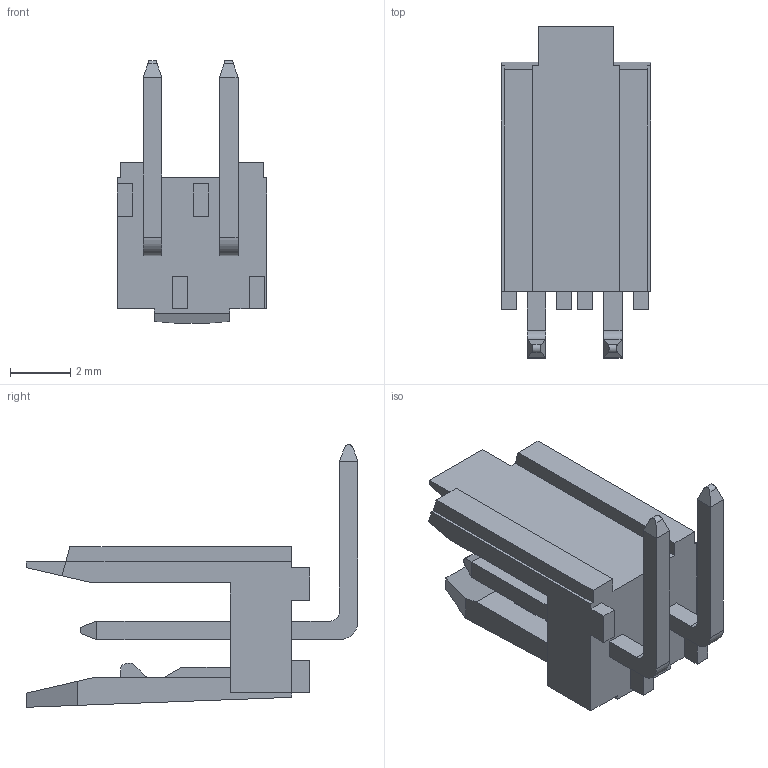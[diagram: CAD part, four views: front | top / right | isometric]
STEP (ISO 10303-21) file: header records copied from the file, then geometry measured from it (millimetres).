
FILE_DESCRIPTION((''),'2;1');
FILE_NAME('76382-Y02_SW0001','2009-09-30T',('sspandia'),('FCI - ELX Division'),'PRO/ENGINEER BY PARAMETRIC TECHNOLOGY CORPORATION, 2008010','PRO/ENGINEER BY PARAMETRIC TECHNOLOGY CORPORATION, 2008010','');
FILE_SCHEMA(('CONFIG_CONTROL_DESIGN'));
Length unit declared in the file: millimetre
Products named in the file (1): 76382-Y02_SW0001
Bounding box: 4.99 x 11.05 x 8.74 mm (x, y, z)
Volume: 96.1 mm3; surface area: 280 mm2
Topology: 1 solids, 1 shells, 103 faces, 266 edges, 172 vertices
Faces by surface type: plane 92, cylinder 11
Entity records: 3180 total; most frequent: CARTESIAN_POINT 633, ORIENTED_EDGE 532, DIRECTION 478, EDGE_CURVE 266, VECTOR 244, LINE 244, VERTEX_POINT 172, AXIS2_PLACEMENT_3D 117
